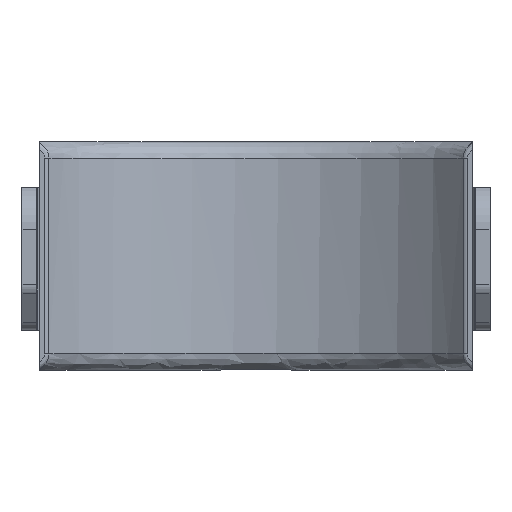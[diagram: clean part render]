
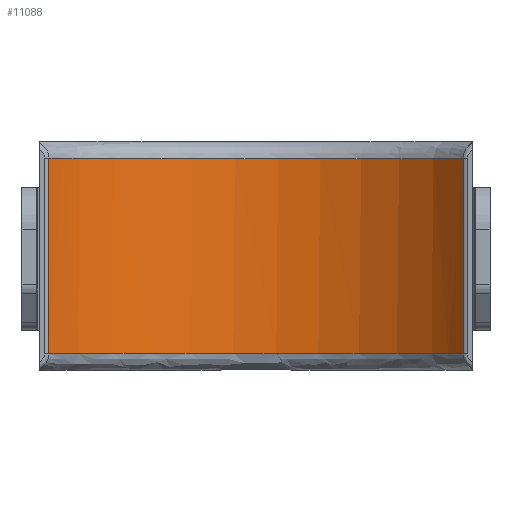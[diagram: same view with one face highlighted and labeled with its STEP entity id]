
A CAD part, front view. The second image highlights one B-rep face of the part: STEP entity #11088.
In plain terms, the highlighted cylindrical face has radius 47 mm (diameter 94 mm), a partial arc.
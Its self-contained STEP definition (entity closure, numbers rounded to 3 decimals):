
#7132=CARTESIAN_POINT('',(36.292,-17.135,17.154));
#7160=CARTESIAN_POINT('',(-36.292,-17.135,
17.154));
#7193=CARTESIAN_POINT('',(-36.292,-17.135,
-17.154));
#7221=CARTESIAN_POINT('',(36.292,-17.135,
-17.154));
#7250=DIRECTION('',(0.,0.,1.));
#7251=VECTOR('',#7250,34.307);
#7252=CARTESIAN_POINT('',(-36.292,-17.135,
-17.154));
#7253=LINE('',#7252,#7251);
#7258=CARTESIAN_POINT('',(-36.292,-17.135,
-17.154));
#7259=CARTESIAN_POINT('',(-35.447,-16.108,
-17.135));
#7260=CARTESIAN_POINT('',(-33.376,-13.799,
-17.097));
#7261=CARTESIAN_POINT('',(-30.412,-11.086,
-17.062));
#7262=CARTESIAN_POINT('',(-27.558,-8.895,
-17.04));
#7263=CARTESIAN_POINT('',(-24.614,-6.892,
-17.023));
#7264=CARTESIAN_POINT('',(-20.75,-4.716,
-17.01));
#7265=CARTESIAN_POINT('',(-16.633,-2.977,
-17.003));
#7266=CARTESIAN_POINT('',(-13.212,-1.869,
-17.001));
#7267=CARTESIAN_POINT('',(-9.769,-0.967,
-16.999));
#7268=CARTESIAN_POINT('',(-5.401,-0.21,
-16.999));
#7269=CARTESIAN_POINT('',(-0.043,0.103,
-16.999));
#7270=CARTESIAN_POINT('',(4.46,-0.152,
-16.999));
#7271=CARTESIAN_POINT('',(8.015,-0.663,
-16.999));
#7272=CARTESIAN_POINT('',(11.506,-1.37,
-17.));
#7273=CARTESIAN_POINT('',(15.759,-2.614,
-17.002));
#7274=CARTESIAN_POINT('',(20.713,-4.695,
-17.01));
#7275=CARTESIAN_POINT('',(25.402,-7.336,
-17.026));
#7276=CARTESIAN_POINT('',(29.705,-10.448,
-17.054));
#7277=CARTESIAN_POINT('',(33.348,-13.768,
-17.096));
#7278=CARTESIAN_POINT('',(35.443,-16.104,
-17.135));
#7279=CARTESIAN_POINT('',(36.292,-17.135,
-17.154));
#7281=CARTESIAN_POINT('',(36.292,-17.135,17.154));
#7282=CARTESIAN_POINT('',(35.443,-16.104,17.135));
#7283=CARTESIAN_POINT('',(33.348,-13.768,17.096));
#7284=CARTESIAN_POINT('',(29.705,-10.448,17.054));
#7285=CARTESIAN_POINT('',(25.402,-7.336,17.026));
#7286=CARTESIAN_POINT('',(20.713,-4.695,17.01));
#7287=CARTESIAN_POINT('',(15.759,-2.614,17.002));
#7288=CARTESIAN_POINT('',(11.506,-1.37,17.));
#7289=CARTESIAN_POINT('',(8.015,-0.663,
16.999));
#7290=CARTESIAN_POINT('',(4.46,-0.152,
16.999));
#7291=CARTESIAN_POINT('',(-0.043,0.103,
16.999));
#7292=CARTESIAN_POINT('',(-5.401,-0.21,
16.999));
#7293=CARTESIAN_POINT('',(-9.769,-0.967,
16.999));
#7294=CARTESIAN_POINT('',(-13.212,-1.869,
17.001));
#7295=CARTESIAN_POINT('',(-16.633,-2.977,
17.003));
#7296=CARTESIAN_POINT('',(-20.75,-4.716,
17.01));
#7297=CARTESIAN_POINT('',(-24.614,-6.892,
17.023));
#7298=CARTESIAN_POINT('',(-27.558,-8.895,
17.04));
#7299=CARTESIAN_POINT('',(-30.412,-11.086,
17.062));
#7300=CARTESIAN_POINT('',(-33.376,-13.799,
17.097));
#7301=CARTESIAN_POINT('',(-35.447,-16.108,
17.135));
#7302=CARTESIAN_POINT('',(-36.292,-17.135,
17.154));
#7308=DIRECTION('',(0.,0.,-1.));
#7309=VECTOR('',#7308,34.307);
#7310=CARTESIAN_POINT('',(36.292,-17.135,17.154));
#7311=LINE('',#7310,#7309);
#8727=VERTEX_POINT('',#7221);
#8728=VERTEX_POINT('',#7193);
#8746=VERTEX_POINT('',#7132);
#8759=VERTEX_POINT('',#7160);
#11076=CARTESIAN_POINT('',(0.,-47.,20.));
#11077=DIRECTION('',(0.,0.,-1.));
#11078=DIRECTION('',(-1.,0.,0.));
#11079=AXIS2_PLACEMENT_3D('',#11076,#11077,#11078);
#11080=CYLINDRICAL_SURFACE('',#11079,47.);
#11081=ORIENTED_EDGE('',*,*,#10929,.F.);
#11082=ORIENTED_EDGE('',*,*,#11067,.T.);
#11083=ORIENTED_EDGE('',*,*,#10736,.F.);
#11085=ORIENTED_EDGE('',*,*,#11084,.T.);
#11086=EDGE_LOOP('',(#11081,#11082,#11083,#11085));
#11087=FACE_OUTER_BOUND('',#11086,.F.);
#11088=ADVANCED_FACE('',(#11087),#11080,.F.);
#7280=B_SPLINE_CURVE_WITH_KNOTS('',3,(#7258,#7259,#7260,#7261,#7262,#7263,#7264,
#7265,#7266,#7267,#7268,#7269,#7270,#7271,#7272,#7273,#7274,#7275,#7276,#7277,
#7278,#7279),.UNSPECIFIED.,.F.,.F.,(4,1,1,1,1,1,1,1,1,1,1,1,1,1,1,1,1,1,1,4),(
0.,0.048,0.113,0.145,0.177,
0.242,0.306,0.339,0.371,
0.435,0.5,0.565,0.597,
0.629,0.694,0.758,0.823,
0.887,0.952,1.),.UNSPECIFIED.);
#7303=B_SPLINE_CURVE_WITH_KNOTS('',3,(#7281,#7282,#7283,#7284,#7285,#7286,#7287,
#7288,#7289,#7290,#7291,#7292,#7293,#7294,#7295,#7296,#7297,#7298,#7299,#7300,
#7301,#7302),.UNSPECIFIED.,.F.,.F.,(4,1,1,1,1,1,1,1,1,1,1,1,1,1,1,1,1,1,1,4),(
0.,0.048,0.113,0.177,0.242,
0.306,0.371,0.403,0.435,
0.5,0.565,0.629,0.661,
0.694,0.758,0.823,0.855,
0.887,0.952,1.),.UNSPECIFIED.);
#10736=EDGE_CURVE('',#8746,#8759,#7303,.T.);
#10929=EDGE_CURVE('',#8728,#8727,#7280,.T.);
#11067=EDGE_CURVE('',#8728,#8759,#7253,.T.);
#11084=EDGE_CURVE('',#8746,#8727,#7311,.T.);
